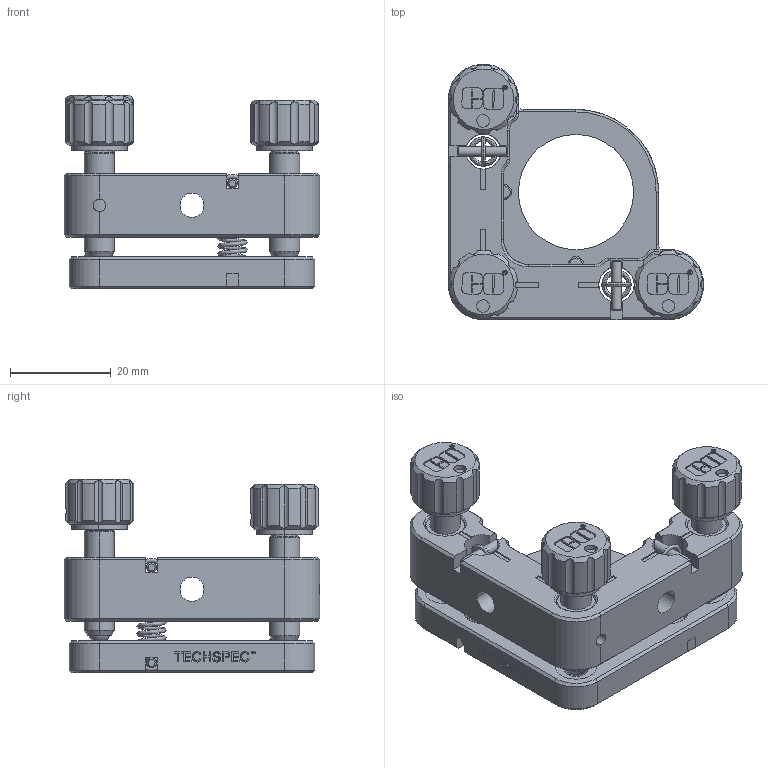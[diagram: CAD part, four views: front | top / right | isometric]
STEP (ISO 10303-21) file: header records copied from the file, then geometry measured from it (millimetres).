
FILE_DESCRIPTION (( 'STEP AP203' ), '1' );
FILE_NAME ('58854Rev000.STEP', '2008-10-14T16:41:47', ( ' ' ), ( ' ' ), 'SwSTEP 2.0', 'SolidWorks 2007', '' );
FILE_SCHEMA (( 'CONFIG_CONTROL_DESIGN' ));
Length unit declared in the file: millimetre
Products named in the file (1): 58854Rev000
Bounding box: 50.8 x 50.8 x 38.5 mm (x, y, z)
Volume: 22796.8 mm3; surface area: 19264.2 mm2
Topology: 33 solids, 33 shells, 1544 faces, 3846 edges, 2437 vertices
Faces by surface type: plane 749, cylinder 323, cone 229, bspline 229, torus 8, sphere 6
Entity records: 64057 total; most frequent: CARTESIAN_POINT 28536, ORIENTED_EDGE 7626, DIRECTION 6718, EDGE_CURVE 3813, VERTEX_POINT 2428, VECTOR 2282, LINE 2282, AXIS2_PLACEMENT_3D 2218
